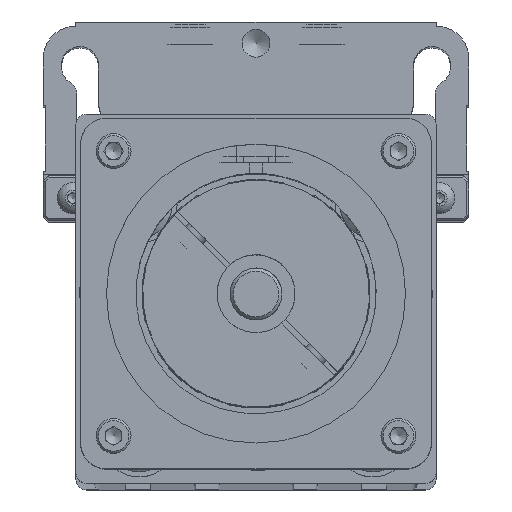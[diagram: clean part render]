
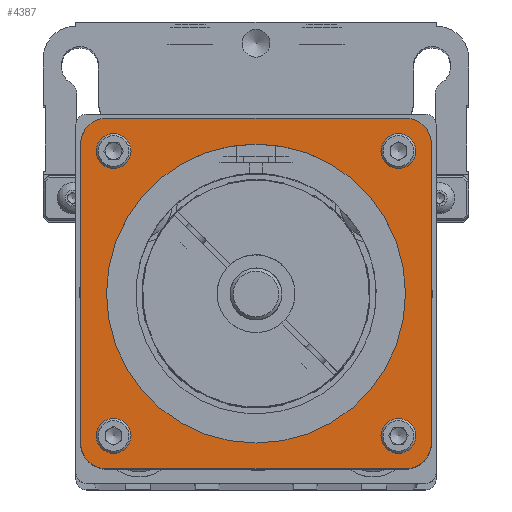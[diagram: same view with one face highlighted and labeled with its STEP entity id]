
A CAD part, top view. The second image highlights one B-rep face of the part: STEP entity #4387.
In plain terms, the highlighted planar face has unit normal (0, 0, 1).
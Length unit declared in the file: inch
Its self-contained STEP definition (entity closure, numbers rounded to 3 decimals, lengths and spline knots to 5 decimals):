
#446 = CARTESIAN_POINT ( 'NONE',  ( 1.46847, 1.37002, 4.795 ) ) ;
#923 = DIRECTION ( 'NONE',  ( 0., -1., 0. ) ) ;
#1966 = EDGE_LOOP ( 'NONE', ( #25167 ) ) ;
#2353 = ORIENTED_EDGE ( 'NONE', *, *, #23758, .F. ) ;
#2437 = DIRECTION ( 'NONE',  ( 0., 0., 1. ) ) ;
#2952 = CARTESIAN_POINT ( 'NONE',  ( 1.37002, -1.46847, 4.795 ) ) ;
#3058 = DIRECTION ( 'NONE',  ( 0., -1., 0. ) ) ;
#3446 = CARTESIAN_POINT ( 'NONE',  ( -1.6875, -1.4375, 4.795 ) ) ;
#3918 = AXIS2_PLACEMENT_3D ( 'NONE', #14191, #52568, #40914 ) ;
#4387 = ADVANCED_FACE ( 'NONE', ( #19495, #5118, #22448, #20051, #11253, #36573 ), #10425, .T. ) ;
#4991 = ORIENTED_EDGE ( 'NONE', *, *, #32738, .F. ) ;
#5118 = FACE_BOUND ( 'NONE', #42930, .T. ) ;
#6307 = CIRCLE ( 'NONE', #26265, 0.09845 ) ;
#7056 = DIRECTION ( 'NONE',  ( 0., 0., -1. ) ) ;
#7913 = EDGE_LOOP ( 'NONE', ( #28052 ) ) ;
#7920 = CARTESIAN_POINT ( 'NONE',  ( 0., 0., 4.795 ) ) ;
#9020 = VERTEX_POINT ( 'NONE', #52452 ) ;
#9362 = CARTESIAN_POINT ( 'NONE',  ( -1.97326, 1.97326, 4.795 ) ) ;
#9809 = CIRCLE ( 'NONE', #18881, 0.25 ) ;
#10208 = EDGE_LOOP ( 'NONE', ( #28398 ) ) ;
#10425 = PLANE ( 'NONE',  #53388 ) ;
#11103 = VERTEX_POINT ( 'NONE', #33037 ) ;
#11253 = FACE_OUTER_BOUND ( 'NONE', #20061, .T. ) ;
#12207 = CIRCLE ( 'NONE', #19459, 0.25 ) ;
#12733 = AXIS2_PLACEMENT_3D ( 'NONE', #50553, #7056, #28677 ) ;
#13045 = CARTESIAN_POINT ( 'NONE',  ( 1.4375, -1.4375, 4.795 ) ) ;
#13157 = EDGE_CURVE ( 'NONE', #33207, #33207, #32653, .T. ) ;
#13598 = DIRECTION ( 'NONE',  ( 1., 0., 0. ) ) ;
#13799 = CARTESIAN_POINT ( 'NONE',  ( -1.37002, 1.46847, 4.795 ) ) ;
#14099 = LINE ( 'NONE', #40255, #29452 ) ;
#14191 = CARTESIAN_POINT ( 'NONE',  ( -1.4375, 1.4375, 4.795 ) ) ;
#14558 = CARTESIAN_POINT ( 'NONE',  ( 1.6875, 1.4375, 4.795 ) ) ;
#14685 = DIRECTION ( 'NONE',  ( -1., 0., 0. ) ) ;
#14962 = DIRECTION ( 'NONE',  ( 0., -1., 0. ) ) ;
#15601 = CARTESIAN_POINT ( 'NONE',  ( 1.4375, 1.4375, 4.795 ) ) ;
#16049 = CARTESIAN_POINT ( 'NONE',  ( -1.4375, 1.6875, 4.795 ) ) ;
#17067 = EDGE_CURVE ( 'NONE', #18097, #11103, #9809, .T. ) ;
#17152 = CIRCLE ( 'NONE', #12733, 0.25 ) ;
#17230 = CARTESIAN_POINT ( 'NONE',  ( -1.37002, -1.37002, 4.795 ) ) ;
#18097 = VERTEX_POINT ( 'NONE', #33566 ) ;
#18881 = AXIS2_PLACEMENT_3D ( 'NONE', #13045, #31261, #34654 ) ;
#19459 = AXIS2_PLACEMENT_3D ( 'NONE', #15601, #33810, #41786 ) ;
#19495 = FACE_BOUND ( 'NONE', #25600, .T. ) ;
#19499 = LINE ( 'NONE', #49378, #30298 ) ;
#20051 = FACE_BOUND ( 'NONE', #7913, .T. ) ;
#20061 = EDGE_LOOP ( 'NONE', ( #45549, #32728, #38543, #42627, #4991, #2353, #26168, #37174 ) ) ;
#20105 = CARTESIAN_POINT ( 'NONE',  ( 0., 1.4385, 4.795 ) ) ;
#20877 = CARTESIAN_POINT ( 'NONE',  ( -1.4375, 1.6875, 4.795 ) ) ;
#21160 = EDGE_CURVE ( 'NONE', #31751, #31751, #38222, .T. ) ;
#22395 = ORIENTED_EDGE ( 'NONE', *, *, #33135, .F. ) ;
#22448 = FACE_BOUND ( 'NONE', #1966, .T. ) ;
#23758 = EDGE_CURVE ( 'NONE', #11103, #55444, #19499, .T. ) ;
#24449 = VERTEX_POINT ( 'NONE', #14558 ) ;
#24675 = CARTESIAN_POINT ( 'NONE',  ( 1.37002, -1.37002, 4.795 ) ) ;
#25167 = ORIENTED_EDGE ( 'NONE', *, *, #21160, .F. ) ;
#25600 = EDGE_LOOP ( 'NONE', ( #37461 ) ) ;
#25793 = DIRECTION ( 'NONE',  ( -1., 0., 0. ) ) ;
#25844 = VERTEX_POINT ( 'NONE', #3446 ) ;
#26168 = ORIENTED_EDGE ( 'NONE', *, *, #17067, .F. ) ;
#26265 = AXIS2_PLACEMENT_3D ( 'NONE', #55045, #2437, #37700 ) ;
#26544 = CARTESIAN_POINT ( 'NONE',  ( 1.6875, 1.4375, 4.795 ) ) ;
#28052 = ORIENTED_EDGE ( 'NONE', *, *, #37835, .F. ) ;
#28398 = ORIENTED_EDGE ( 'NONE', *, *, #13157, .T. ) ;
#28677 = DIRECTION ( 'NONE',  ( 0., 1., 0. ) ) ;
#29261 = CARTESIAN_POINT ( 'NONE',  ( -1.4375, -1.6875, 4.795 ) ) ;
#29379 = CIRCLE ( 'NONE', #44836, 0.09845 ) ;
#29452 = VECTOR ( 'NONE', #31455, 39.37008 ) ;
#29479 = VERTEX_POINT ( 'NONE', #20877 ) ;
#30298 = VECTOR ( 'NONE', #14685, 39.37008 ) ;
#31166 = VERTEX_POINT ( 'NONE', #13799 ) ;
#31261 = DIRECTION ( 'NONE',  ( 0., 0., -1. ) ) ;
#31455 = DIRECTION ( 'NONE',  ( 0., 1., 0. ) ) ;
#31751 = VERTEX_POINT ( 'NONE', #446 ) ;
#31772 = AXIS2_PLACEMENT_3D ( 'NONE', #7920, #38069, #46030 ) ;
#32653 = CIRCLE ( 'NONE', #31772, 1.4385 ) ;
#32728 = ORIENTED_EDGE ( 'NONE', *, *, #51917, .F. ) ;
#32738 = EDGE_CURVE ( 'NONE', #55444, #25844, #17152, .T. ) ;
#33037 = CARTESIAN_POINT ( 'NONE',  ( 1.4375, -1.6875, 4.795 ) ) ;
#33042 = CARTESIAN_POINT ( 'NONE',  ( 1.4375, 1.6875, 4.795 ) ) ;
#33109 = CIRCLE ( 'NONE', #34887, 0.09845 ) ;
#33135 = EDGE_CURVE ( 'NONE', #31166, #31166, #6307, .T. ) ;
#33207 = VERTEX_POINT ( 'NONE', #20105 ) ;
#33424 = DIRECTION ( 'NONE',  ( 1., 0., 0. ) ) ;
#33566 = CARTESIAN_POINT ( 'NONE',  ( 1.6875, -1.4375, 4.795 ) ) ;
#33810 = DIRECTION ( 'NONE',  ( 0., 0., -1. ) ) ;
#34583 = DIRECTION ( 'NONE',  ( 0., 0., 1. ) ) ;
#34654 = DIRECTION ( 'NONE',  ( 0., -1., 0. ) ) ;
#34887 = AXIS2_PLACEMENT_3D ( 'NONE', #17230, #34583, #25793 ) ;
#35219 = CARTESIAN_POINT ( 'NONE',  ( 1.37002, 1.37002, 4.795 ) ) ;
#36542 = CARTESIAN_POINT ( 'NONE',  ( -1.46847, -1.37002, 4.795 ) ) ;
#36573 = FACE_BOUND ( 'NONE', #10208, .T. ) ;
#36806 = EDGE_CURVE ( 'NONE', #45616, #45616, #33109, .T. ) ;
#37174 = ORIENTED_EDGE ( 'NONE', *, *, #39954, .F. ) ;
#37461 = ORIENTED_EDGE ( 'NONE', *, *, #36806, .F. ) ;
#37633 = EDGE_CURVE ( 'NONE', #9020, #29479, #41157, .T. ) ;
#37700 = DIRECTION ( 'NONE',  ( 0., 1., 0. ) ) ;
#37835 = EDGE_CURVE ( 'NONE', #41930, #41930, #29379, .T. ) ;
#38069 = DIRECTION ( 'NONE',  ( 0., 0., -1. ) ) ;
#38222 = CIRCLE ( 'NONE', #42756, 0.09845 ) ;
#38543 = ORIENTED_EDGE ( 'NONE', *, *, #37633, .F. ) ;
#38929 = EDGE_CURVE ( 'NONE', #53562, #24449, #12207, .T. ) ;
#39496 = DIRECTION ( 'NONE',  ( 0., 0., 1. ) ) ;
#39954 = EDGE_CURVE ( 'NONE', #24449, #18097, #47015, .T. ) ;
#40255 = CARTESIAN_POINT ( 'NONE',  ( -1.6875, -1.4375, 4.795 ) ) ;
#40914 = DIRECTION ( 'NONE',  ( 0., 1., 0. ) ) ;
#41157 = CIRCLE ( 'NONE', #3918, 0.25 ) ;
#41786 = DIRECTION ( 'NONE',  ( 0., 1., 0. ) ) ;
#41930 = VERTEX_POINT ( 'NONE', #2952 ) ;
#42024 = DIRECTION ( 'NONE',  ( 0., 0., 1. ) ) ;
#42372 = VECTOR ( 'NONE', #923, 39.37008 ) ;
#42627 = ORIENTED_EDGE ( 'NONE', *, *, #53291, .F. ) ;
#42756 = AXIS2_PLACEMENT_3D ( 'NONE', #35219, #39496, #13598 ) ;
#42930 = EDGE_LOOP ( 'NONE', ( #22395 ) ) ;
#44836 = AXIS2_PLACEMENT_3D ( 'NONE', #24675, #42024, #3058 ) ;
#45549 = ORIENTED_EDGE ( 'NONE', *, *, #38929, .F. ) ;
#45616 = VERTEX_POINT ( 'NONE', #36542 ) ;
#46030 = DIRECTION ( 'NONE',  ( 0., 1., 0. ) ) ;
#47015 = LINE ( 'NONE', #26544, #42372 ) ;
#48458 = VECTOR ( 'NONE', #33424, 39.37008 ) ;
#49378 = CARTESIAN_POINT ( 'NONE',  ( 1.4375, -1.6875, 4.795 ) ) ;
#50553 = CARTESIAN_POINT ( 'NONE',  ( -1.4375, -1.4375, 4.795 ) ) ;
#51917 = EDGE_CURVE ( 'NONE', #29479, #53562, #55036, .T. ) ;
#52452 = CARTESIAN_POINT ( 'NONE',  ( -1.6875, 1.4375, 4.795 ) ) ;
#52568 = DIRECTION ( 'NONE',  ( 0., 0., -1. ) ) ;
#53291 = EDGE_CURVE ( 'NONE', #25844, #9020, #14099, .T. ) ;
#53388 = AXIS2_PLACEMENT_3D ( 'NONE', #9362, #53927, #14962 ) ;
#53562 = VERTEX_POINT ( 'NONE', #33042 ) ;
#53927 = DIRECTION ( 'NONE',  ( 0., 0., 1. ) ) ;
#55036 = LINE ( 'NONE', #16049, #48458 ) ;
#55045 = CARTESIAN_POINT ( 'NONE',  ( -1.37002, 1.37002, 4.795 ) ) ;
#55444 = VERTEX_POINT ( 'NONE', #29261 ) ;
